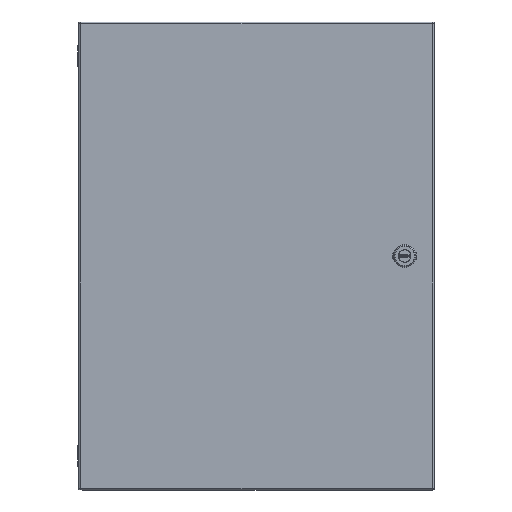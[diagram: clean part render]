
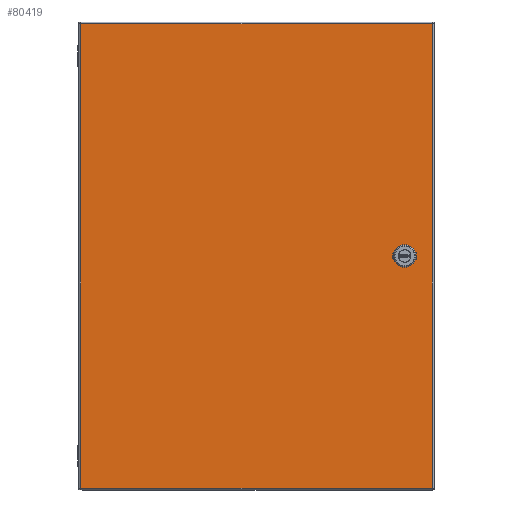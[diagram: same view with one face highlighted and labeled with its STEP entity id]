
A CAD part, top view. The second image highlights one B-rep face of the part: STEP entity #80419.
In plain terms, the highlighted planar face has unit normal (0, 0, 1).
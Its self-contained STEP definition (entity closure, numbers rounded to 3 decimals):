
#5884=FACE_BOUND('',#13876,.T.);
#6500=PLANE('',#85896);
#9000=FACE_OUTER_BOUND('',#13875,.T.);
#13875=EDGE_LOOP('',(#57971,#57972,#57973,#57974));
#13876=EDGE_LOOP('',(#57975,#57976,#57977,#57978,#57979,#57980,#57981,#57982,
#57983,#57984));
#19302=LINE('',#112936,#26702);
#19307=LINE('',#112950,#26707);
#19312=LINE('',#112959,#26712);
#19322=LINE('',#112988,#26722);
#19325=LINE('',#112995,#26725);
#19327=LINE('',#113001,#26727);
#19398=LINE('',#113481,#26798);
#19399=LINE('',#113483,#26799);
#19400=LINE('',#113485,#26800);
#19401=LINE('',#113487,#26801);
#26702=VECTOR('',#93420,0.394);
#26707=VECTOR('',#93433,0.394);
#26712=VECTOR('',#93440,0.394);
#26722=VECTOR('',#93464,0.394);
#26725=VECTOR('',#93473,0.394);
#26727=VECTOR('',#93481,0.394);
#26798=VECTOR('',#93758,0.394);
#26799=VECTOR('',#93761,0.394);
#26800=VECTOR('',#93764,0.394);
#26801=VECTOR('',#93767,0.394);
#33453=CIRCLE('',#85743,0.492);
#33458=CIRCLE('',#85752,0.443);
#33459=CIRCLE('',#85755,0.443);
#33460=CIRCLE('',#85758,0.443);
#36020=VERTEX_POINT('',#112934);
#36021=VERTEX_POINT('',#112935);
#36024=VERTEX_POINT('',#112943);
#36026=VERTEX_POINT('',#112949);
#36029=VERTEX_POINT('',#112957);
#36039=VERTEX_POINT('',#112981);
#36040=VERTEX_POINT('',#112983);
#36041=VERTEX_POINT('',#112987);
#36042=VERTEX_POINT('',#112993);
#36043=VERTEX_POINT('',#112997);
#36069=VERTEX_POINT('',#113092);
#36074=VERTEX_POINT('',#113105);
#36079=VERTEX_POINT('',#113118);
#36085=VERTEX_POINT('',#113143);
#44138=EDGE_CURVE('',#36020,#36021,#19302,.T.);
#44142=EDGE_CURVE('',#36024,#36020,#33453,.T.);
#44145=EDGE_CURVE('',#36026,#36024,#19307,.T.);
#44150=EDGE_CURVE('',#36021,#36029,#19312,.T.);
#44162=EDGE_CURVE('',#36040,#36039,#33458,.T.);
#44164=EDGE_CURVE('',#36041,#36040,#19322,.T.);
#44166=EDGE_CURVE('',#36029,#36041,#33459,.T.);
#44168=EDGE_CURVE('',#36039,#36042,#19325,.T.);
#44170=EDGE_CURVE('',#36042,#36043,#33460,.T.);
#44171=EDGE_CURVE('',#36043,#36026,#19327,.T.);
#44317=EDGE_CURVE('',#36069,#36085,#19398,.T.);
#44318=EDGE_CURVE('',#36085,#36079,#19399,.T.);
#44319=EDGE_CURVE('',#36079,#36074,#19400,.T.);
#44320=EDGE_CURVE('',#36074,#36069,#19401,.T.);
#57971=ORIENTED_EDGE('',*,*,#44319,.T.);
#57972=ORIENTED_EDGE('',*,*,#44320,.T.);
#57973=ORIENTED_EDGE('',*,*,#44317,.T.);
#57974=ORIENTED_EDGE('',*,*,#44318,.T.);
#57975=ORIENTED_EDGE('',*,*,#44138,.T.);
#57976=ORIENTED_EDGE('',*,*,#44150,.T.);
#57977=ORIENTED_EDGE('',*,*,#44166,.T.);
#57978=ORIENTED_EDGE('',*,*,#44164,.T.);
#57979=ORIENTED_EDGE('',*,*,#44162,.T.);
#57980=ORIENTED_EDGE('',*,*,#44168,.T.);
#57981=ORIENTED_EDGE('',*,*,#44170,.T.);
#57982=ORIENTED_EDGE('',*,*,#44171,.T.);
#57983=ORIENTED_EDGE('',*,*,#44145,.T.);
#57984=ORIENTED_EDGE('',*,*,#44142,.T.);
#80419=ADVANCED_FACE('',(#9000,#5884),#6500,.T.);
#85743=AXIS2_PLACEMENT_3D('',#112944,#93426,#93427);
#85752=AXIS2_PLACEMENT_3D('',#112984,#93459,#93460);
#85755=AXIS2_PLACEMENT_3D('',#112991,#93468,#93469);
#85758=AXIS2_PLACEMENT_3D('',#112999,#93477,#93478);
#85896=AXIS2_PLACEMENT_3D('',#113542,#93844,#93845);
#93420=DIRECTION('',(0.,-1.,0.));
#93426=DIRECTION('center_axis',(0.,0.,-1.));
#93427=DIRECTION('ref_axis',(1.,0.,0.));
#93433=DIRECTION('',(-1.,0.,0.));
#93440=DIRECTION('',(1.,0.,0.));
#93459=DIRECTION('center_axis',(0.,0.,-1.));
#93460=DIRECTION('ref_axis',(1.,0.,0.));
#93464=DIRECTION('',(0.,-1.,0.));
#93468=DIRECTION('center_axis',(0.,0.,-1.));
#93469=DIRECTION('ref_axis',(1.,0.,0.));
#93473=DIRECTION('',(-1.,0.,0.));
#93477=DIRECTION('center_axis',(0.,0.,-1.));
#93478=DIRECTION('ref_axis',(1.,0.,0.));
#93481=DIRECTION('',(0.,1.,0.));
#93758=DIRECTION('',(-1.,0.,0.));
#93761=DIRECTION('',(0.,-1.,0.));
#93764=DIRECTION('',(1.,0.,0.));
#93767=DIRECTION('',(0.,1.,0.));
#93844=DIRECTION('center_axis',(0.,0.,1.));
#93845=DIRECTION('ref_axis',(1.,0.,0.));
#112934=CARTESIAN_POINT('',(7.86,0.486,0.068));
#112935=CARTESIAN_POINT('',(7.86,0.396,0.068));
#112936=CARTESIAN_POINT('',(7.86,0.243,0.068));
#112943=CARTESIAN_POINT('',(7.296,-0.079,0.068));
#112944=CARTESIAN_POINT('Origin',(7.782,0.,0.068));
#112949=CARTESIAN_POINT('',(7.386,-0.079,0.068));
#112950=CARTESIAN_POINT('',(3.93,-0.079,0.068));
#112957=CARTESIAN_POINT('',(7.981,0.396,0.068));
#112959=CARTESIAN_POINT('',(3.791,0.396,0.068));
#112981=CARTESIAN_POINT('',(7.981,-0.396,0.068));
#112983=CARTESIAN_POINT('',(8.177,-0.199,0.068));
#112984=CARTESIAN_POINT('Origin',(7.782,0.,0.068));
#112987=CARTESIAN_POINT('',(8.177,0.199,0.068));
#112988=CARTESIAN_POINT('',(8.177,0.1,0.068));
#112991=CARTESIAN_POINT('Origin',(7.782,0.,0.068));
#112993=CARTESIAN_POINT('',(7.582,-0.396,0.068));
#112995=CARTESIAN_POINT('',(3.99,-0.396,0.068));
#112997=CARTESIAN_POINT('',(7.386,-0.199,0.068));
#112999=CARTESIAN_POINT('Origin',(7.782,0.,0.068));
#113001=CARTESIAN_POINT('',(7.386,-0.1,0.068));
#113092=CARTESIAN_POINT('',(9.245,12.197,0.068));
#113105=CARTESIAN_POINT('',(9.244,-12.197,0.068));
#113118=CARTESIAN_POINT('',(-9.245,-12.197,0.068));
#113143=CARTESIAN_POINT('',(-9.244,12.197,0.068));
#113481=CARTESIAN_POINT('',(-4.622,12.197,0.068));
#113483=CARTESIAN_POINT('',(-9.245,-6.148,0.068));
#113485=CARTESIAN_POINT('',(4.622,-12.197,0.068));
#113487=CARTESIAN_POINT('',(9.245,6.148,0.068));
#113542=CARTESIAN_POINT('Origin',(0.,0.,0.068));
